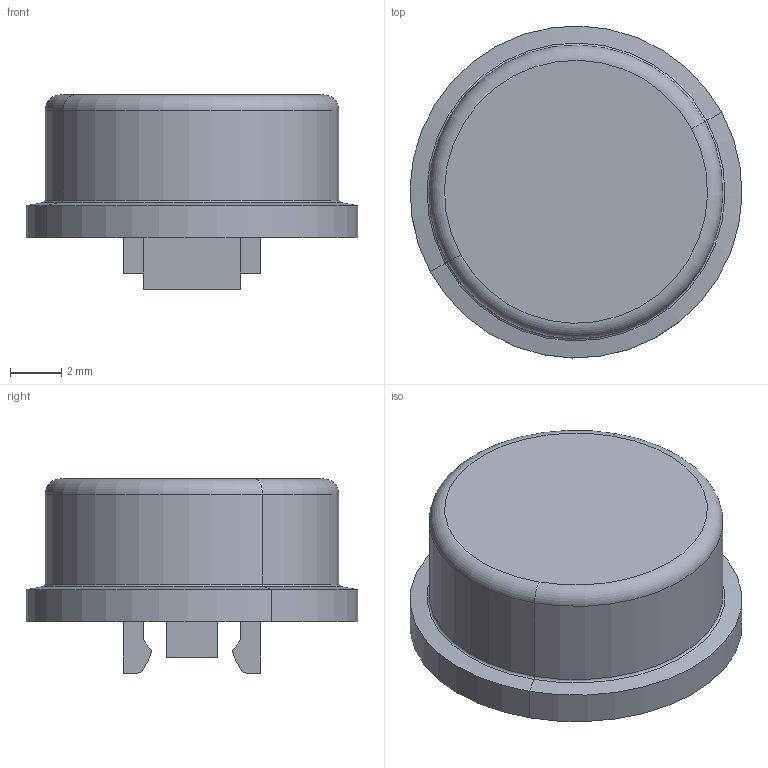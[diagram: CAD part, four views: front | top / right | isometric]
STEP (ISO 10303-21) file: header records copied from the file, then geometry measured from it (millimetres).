
FILE_DESCRIPTION(('CATIA V5 STEP Exchange'),'2;1');
FILE_NAME('Button_B17172_red.stp','2020-11-21T16:47:13+00:00',('none'),('none'),'CATIA Version 5 Release 19 SP 9 (IN-10)','CATIA V5 STEP AP214','none');
FILE_SCHEMA(('AUTOMOTIVE_DESIGN { 1 0 10303 214 1 1 1 1 }'));
Length unit declared in the file: millimetre
Products named in the file (1): Button_B17172_red
Bounding box: 13 x 13 x 7.6 mm (x, y, z)
Volume: 340.6 mm3; surface area: 851.5 mm2
Topology: 1 solids, 1 shells, 59 faces, 164 edges, 108 vertices
Faces by surface type: plane 41, cylinder 12, torus 4, cone 2
Entity records: 1763 total; most frequent: ORIENTED_EDGE 328, CARTESIAN_POINT 311, DIRECTION 240, EDGE_CURVE 164, VECTOR 120, LINE 120, VERTEX_POINT 108, AXIS2_PLACEMENT_3D 83
